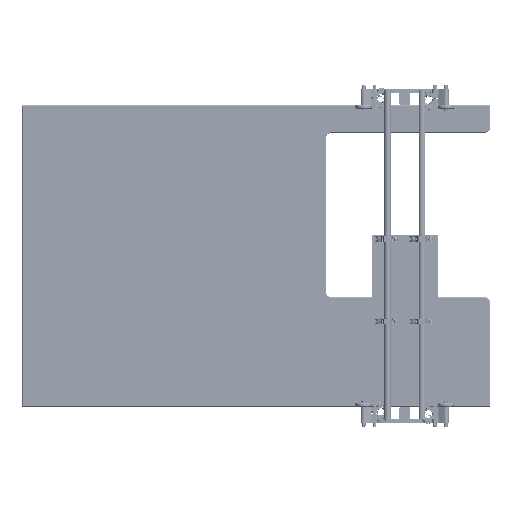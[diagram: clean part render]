
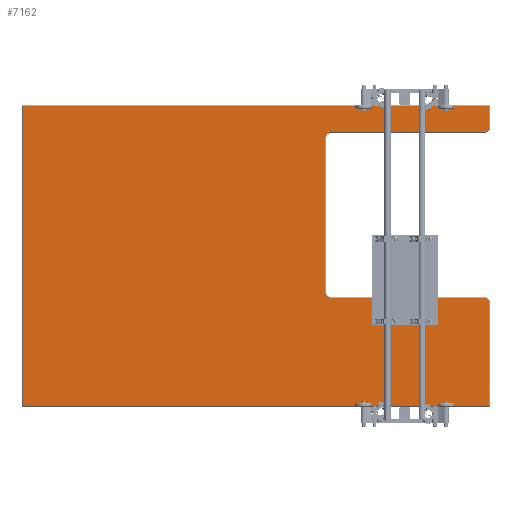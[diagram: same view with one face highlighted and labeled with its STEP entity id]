
A CAD part, front view. The second image highlights one B-rep face of the part: STEP entity #7162.
In plain terms, the highlighted planar face has unit normal (0, -1, 0).
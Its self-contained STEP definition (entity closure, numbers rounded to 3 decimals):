
#1047=CIRCLE('',#7972,18.);
#1048=CIRCLE('',#7975,22.);
#1049=CIRCLE('',#7978,22.);
#1051=CIRCLE('',#7982,18.);
#1437=FACE_OUTER_BOUND('',#1840,.T.);
#1840=EDGE_LOOP('',(#5137,#5138,#5139,#5140,#5141,#5142,#5143,#5144,#5145,
#5146,#5147,#5148));
#2315=LINE('',#11151,#2878);
#2319=LINE('',#11158,#2882);
#2323=LINE('',#11167,#2886);
#2326=LINE('',#11175,#2889);
#2330=LINE('',#11185,#2893);
#2333=LINE('',#11196,#2896);
#2336=LINE('',#11202,#2899);
#2339=LINE('',#11206,#2902);
#2878=VECTOR('',#8890,10.);
#2882=VECTOR('',#8896,10.);
#2886=VECTOR('',#8906,10.);
#2889=VECTOR('',#8915,10.);
#2893=VECTOR('',#8925,10.);
#2896=VECTOR('',#8936,10.);
#2899=VECTOR('',#8941,10.);
#2902=VECTOR('',#8946,10.);
#3434=VERTEX_POINT('',#11149);
#3435=VERTEX_POINT('',#11150);
#3437=VERTEX_POINT('',#11157);
#3438=VERTEX_POINT('',#11161);
#3439=VERTEX_POINT('',#11165);
#3440=VERTEX_POINT('',#11169);
#3441=VERTEX_POINT('',#11173);
#3442=VERTEX_POINT('',#11177);
#3443=VERTEX_POINT('',#11181);
#3445=VERTEX_POINT('',#11187);
#3448=VERTEX_POINT('',#11195);
#3450=VERTEX_POINT('',#11201);
#4074=EDGE_CURVE('',#3434,#3435,#2315,.T.);
#4078=EDGE_CURVE('',#3435,#3437,#2319,.T.);
#4081=EDGE_CURVE('',#3437,#3438,#1047,.T.);
#4083=EDGE_CURVE('',#3438,#3439,#2323,.T.);
#4085=EDGE_CURVE('',#3439,#3440,#1048,.T.);
#4087=EDGE_CURVE('',#3440,#3441,#2326,.T.);
#4089=EDGE_CURVE('',#3441,#3442,#1049,.T.);
#4092=EDGE_CURVE('',#3442,#3443,#2330,.T.);
#4095=EDGE_CURVE('',#3443,#3445,#1051,.T.);
#4097=EDGE_CURVE('',#3445,#3448,#2333,.T.);
#4100=EDGE_CURVE('',#3448,#3450,#2336,.T.);
#4103=EDGE_CURVE('',#3450,#3434,#2339,.T.);
#5137=ORIENTED_EDGE('',*,*,#4074,.F.);
#5138=ORIENTED_EDGE('',*,*,#4103,.F.);
#5139=ORIENTED_EDGE('',*,*,#4100,.F.);
#5140=ORIENTED_EDGE('',*,*,#4097,.F.);
#5141=ORIENTED_EDGE('',*,*,#4095,.F.);
#5142=ORIENTED_EDGE('',*,*,#4092,.F.);
#5143=ORIENTED_EDGE('',*,*,#4089,.F.);
#5144=ORIENTED_EDGE('',*,*,#4087,.F.);
#5145=ORIENTED_EDGE('',*,*,#4085,.F.);
#5146=ORIENTED_EDGE('',*,*,#4083,.F.);
#5147=ORIENTED_EDGE('',*,*,#4081,.F.);
#5148=ORIENTED_EDGE('',*,*,#4078,.F.);
#6918=PLANE('',#7992);
#7162=ADVANCED_FACE('',(#1437),#6918,.F.);
#7972=AXIS2_PLACEMENT_3D('',#11163,#8901,#8902);
#7975=AXIS2_PLACEMENT_3D('',#11171,#8910,#8911);
#7978=AXIS2_PLACEMENT_3D('',#11179,#8919,#8920);
#7982=AXIS2_PLACEMENT_3D('',#11191,#8931,#8932);
#7992=AXIS2_PLACEMENT_3D('',#11218,#8964,#8965);
#8890=DIRECTION('',(1.,0.,0.));
#8896=DIRECTION('',(0.,0.,-1.));
#8901=DIRECTION('center_axis',(0.,1.,0.));
#8902=DIRECTION('ref_axis',(0.707,0.,-0.707));
#8906=DIRECTION('',(-1.,0.,0.));
#8910=DIRECTION('center_axis',(0.,-1.,0.));
#8911=DIRECTION('ref_axis',(-0.707,0.,0.707));
#8915=DIRECTION('',(0.,0.,-1.));
#8919=DIRECTION('center_axis',(0.,-1.,0.));
#8920=DIRECTION('ref_axis',(-0.707,0.,-0.707));
#8925=DIRECTION('',(1.,0.,0.));
#8931=DIRECTION('center_axis',(0.,1.,0.));
#8932=DIRECTION('ref_axis',(0.707,0.,0.707));
#8936=DIRECTION('',(0.,0.,-1.));
#8941=DIRECTION('',(-1.,0.,0.));
#8946=DIRECTION('',(0.,0.,1.));
#8964=DIRECTION('center_axis',(0.,1.,0.));
#8965=DIRECTION('ref_axis',(0.,0.,1.));
#11149=CARTESIAN_POINT('',(-553.,0.,548.));
#11150=CARTESIAN_POINT('',(1153.,0.,548.));
#11151=CARTESIAN_POINT('',(-127.5,0.,548.));
#11157=CARTESIAN_POINT('',(1153.,0.,470.));
#11158=CARTESIAN_POINT('',(1153.,0.,275.));
#11161=CARTESIAN_POINT('',(1135.,0.,452.));
#11163=CARTESIAN_POINT('Origin',(1135.,0.,470.));
#11165=CARTESIAN_POINT('',(575.,0.,452.));
#11167=CARTESIAN_POINT('',(727.5,0.,452.));
#11169=CARTESIAN_POINT('',(553.,0.,430.));
#11171=CARTESIAN_POINT('Origin',(575.,0.,430.));
#11173=CARTESIAN_POINT('',(553.,0.,-130.));
#11175=CARTESIAN_POINT('',(553.,0.,225.));
#11177=CARTESIAN_POINT('',(575.,0.,-152.));
#11179=CARTESIAN_POINT('Origin',(575.,0.,-130.));
#11181=CARTESIAN_POINT('',(1135.,0.,-152.));
#11185=CARTESIAN_POINT('',(427.5,0.,-152.));
#11187=CARTESIAN_POINT('',(1153.,0.,-170.));
#11191=CARTESIAN_POINT('Origin',(1135.,0.,-170.));
#11195=CARTESIAN_POINT('',(1153.,0.,-548.));
#11196=CARTESIAN_POINT('',(1153.,0.,-75.));
#11201=CARTESIAN_POINT('',(-553.,0.,-548.));
#11202=CARTESIAN_POINT('',(727.5,0.,-548.));
#11206=CARTESIAN_POINT('',(-553.,0.,-275.));
#11218=CARTESIAN_POINT('Origin',(300.,0.,0.));
